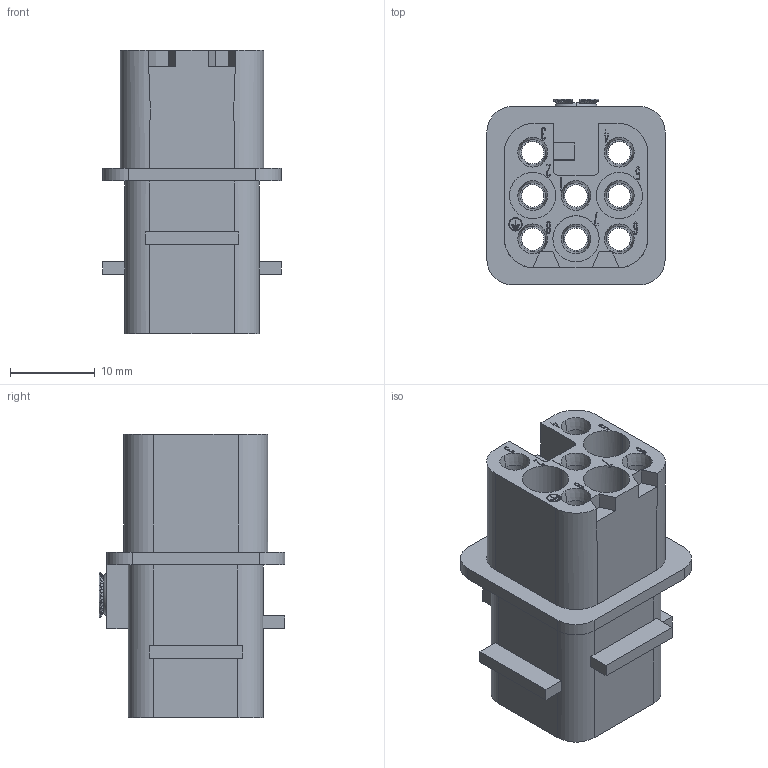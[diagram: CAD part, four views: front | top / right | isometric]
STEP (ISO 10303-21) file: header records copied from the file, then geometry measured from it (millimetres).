
FILE_DESCRIPTION((''),'2;1');
FILE_NAME('7-3','2017-08-17T',('tl.yang'),(''),'PRO/ENGINEER BY PARAMETRIC TECHNOLOGY CORPORATION, 2011500','PRO/ENGINEER BY PARAMETRIC TECHNOLOGY CORPORATION, 2011500','');
FILE_SCHEMA(('CONFIG_CONTROL_DESIGN'));
Length unit declared in the file: millimetre
Products named in the file (1): 7-3
Bounding box: 21 x 21.9 x 33.4 mm (x, y, z)
Volume: 6497.6 mm3; surface area: 6224.7 mm2
Topology: 1 solids, 4 shells, 897 faces, 2534 edges, 1688 vertices
Faces by surface type: plane 752, cylinder 64, bspline 38, cone 37, torus 6
Entity records: 29850 total; most frequent: CARTESIAN_POINT 6766, ORIENTED_EDGE 5068, DIRECTION 4295, EDGE_CURVE 2534, VECTOR 2123, LINE 2123, VERTEX_POINT 1688, AXIS2_PLACEMENT_3D 1086
